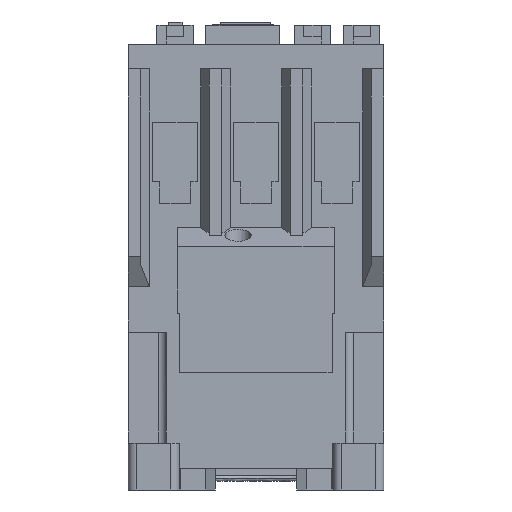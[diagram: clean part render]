
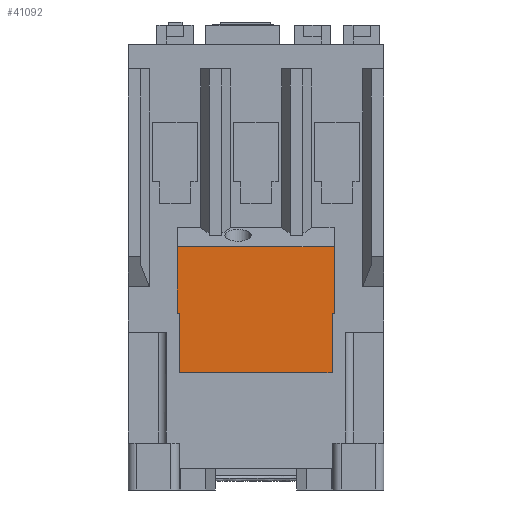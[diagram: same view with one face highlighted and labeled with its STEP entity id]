
A CAD part, front view. The second image highlights one B-rep face of the part: STEP entity #41092.
In plain terms, the highlighted planar face has unit normal (0, -1, 0).
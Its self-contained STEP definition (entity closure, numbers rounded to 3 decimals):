
#9674 = CARTESIAN_POINT ( 'NONE',  ( 18.325, -56.5, 57. ) ) ;
#9980 = DIRECTION ( 'NONE',  ( -1., 0., 0. ) ) ;
#9981 = VECTOR ( 'NONE', #9980, 1000. ) ;
#9982 = CARTESIAN_POINT ( 'NONE',  ( 18.325, -56.5, 57. ) ) ;
#9983 = LINE ( 'NONE', #9982, #9981 ) ;
#11283 = CARTESIAN_POINT ( 'NONE',  ( -18.425, -56.5, 57. ) ) ;
#19601 = CARTESIAN_POINT ( 'NONE',  ( 18.325, -56.5, 41.5 ) ) ;
#19602 = DIRECTION ( 'NONE',  ( -1., 0., 0. ) ) ;
#19603 = VECTOR ( 'NONE', #19602, 1000. ) ;
#19604 = CARTESIAN_POINT ( 'NONE',  ( 18.325, -56.5, 41.5 ) ) ;
#19605 = LINE ( 'NONE', #19604, #19603 ) ;
#20075 = DIRECTION ( 'NONE',  ( 0., 0., 1. ) ) ;
#20076 = DIRECTION ( 'NONE',  ( 0., 1., 0. ) ) ;
#20077 = CARTESIAN_POINT ( 'NONE',  ( -17.925, -56.5, 27.5 ) ) ;
#20078 = AXIS2_PLACEMENT_3D ( 'NONE', #20077, #20076, #20075 ) ;
#20081 = PLANE ( 'NONE',  #20078 ) ;
#20101 = FACE_OUTER_BOUND ( 'NONE', #41187, .T. ) ;
#20175 = DIRECTION ( 'NONE',  ( 0., 0., 1. ) ) ;
#20176 = VECTOR ( 'NONE', #20175, 1000. ) ;
#20177 = CARTESIAN_POINT ( 'NONE',  ( 18.325, -56.5, 41.5 ) ) ;
#20178 = LINE ( 'NONE', #20177, #20176 ) ;
#20282 = CARTESIAN_POINT ( 'NONE',  ( -17.925, -56.5, 27.5 ) ) ;
#20351 = CARTESIAN_POINT ( 'NONE',  ( -17.925, -56.5, 41.5 ) ) ;
#20356 = DIRECTION ( 'NONE',  ( 0., 0., -1. ) ) ;
#20357 = VECTOR ( 'NONE', #20356, 1000. ) ;
#20358 = CARTESIAN_POINT ( 'NONE',  ( -17.925, -56.5, 41.5 ) ) ;
#20359 = LINE ( 'NONE', #20358, #20357 ) ;
#20862 = CARTESIAN_POINT ( 'NONE',  ( 17.825, -56.5, 27.5 ) ) ;
#21066 = CARTESIAN_POINT ( 'NONE',  ( 17.825, -56.5, 41.5 ) ) ;
#21094 = DIRECTION ( 'NONE',  ( 1., 0., 0. ) ) ;
#21095 = VECTOR ( 'NONE', #21094, 1000. ) ;
#21096 = CARTESIAN_POINT ( 'NONE',  ( 17.825, -56.5, 27.5 ) ) ;
#21097 = LINE ( 'NONE', #21096, #21095 ) ;
#21122 = DIRECTION ( 'NONE',  ( -1., 0., 0. ) ) ;
#21123 = VECTOR ( 'NONE', #21122, 1000. ) ;
#21124 = CARTESIAN_POINT ( 'NONE',  ( 18.325, -56.5, 41.5 ) ) ;
#21125 = LINE ( 'NONE', #21124, #21123 ) ;
#21279 = DIRECTION ( 'NONE',  ( 0., 0., 1. ) ) ;
#21280 = VECTOR ( 'NONE', #21279, 1000. ) ;
#21281 = CARTESIAN_POINT ( 'NONE',  ( 17.825, -56.5, 41.5 ) ) ;
#21282 = LINE ( 'NONE', #21281, #21280 ) ;
#21549 = DIRECTION ( 'NONE',  ( 0., 0., 1. ) ) ;
#21550 = VECTOR ( 'NONE', #21549, 1000. ) ;
#21551 = CARTESIAN_POINT ( 'NONE',  ( -18.425, -56.5, 41.5 ) ) ;
#21552 = LINE ( 'NONE', #21551, #21550 ) ;
#21764 = CARTESIAN_POINT ( 'NONE',  ( -18.425, -56.5, 41.5 ) ) ;
#34953 = VERTEX_POINT ( 'NONE', #9674 ) ;
#35066 = EDGE_CURVE ( 'NONE', #34953, #35219, #9983, .T. ) ;
#35219 = VERTEX_POINT ( 'NONE', #11283 ) ;
#41020 = ORIENTED_EDGE ( 'NONE', *, *, #41171, .T. ) ;
#41022 = ORIENTED_EDGE ( 'NONE', *, *, #41293, .T. ) ;
#41024 = ORIENTED_EDGE ( 'NONE', *, *, #41330, .T. ) ;
#41061 = EDGE_CURVE ( 'NONE', #41062, #41278, #19605, .T. ) ;
#41062 = VERTEX_POINT ( 'NONE', #19601 ) ;
#41092 = ADVANCED_FACE ( 'NONE', ( #20101 ), #20081, .F. ) ;
#41113 = ORIENTED_EDGE ( 'NONE', *, *, #41061, .F. ) ;
#41118 = ORIENTED_EDGE ( 'NONE', *, *, #41120, .T. ) ;
#41120 = EDGE_CURVE ( 'NONE', #41062, #34953, #20178, .T. ) ;
#41147 = VERTEX_POINT ( 'NONE', #20282 ) ;
#41171 = EDGE_CURVE ( 'NONE', #41173, #41147, #20359, .T. ) ;
#41173 = VERTEX_POINT ( 'NONE', #20351 ) ;
#41187 = EDGE_LOOP ( 'NONE', ( #41020, #41022, #41024, #41113, #41118, #41266, #41374, #41279 ) ) ;
#41245 = VERTEX_POINT ( 'NONE', #20862 ) ;
#41266 = ORIENTED_EDGE ( 'NONE', *, *, #35066, .T. ) ;
#41278 = VERTEX_POINT ( 'NONE', #21066 ) ;
#41279 = ORIENTED_EDGE ( 'NONE', *, *, #41306, .F. ) ;
#41293 = EDGE_CURVE ( 'NONE', #41147, #41245, #21097, .T. ) ;
#41306 = EDGE_CURVE ( 'NONE', #41173, #41390, #21125, .T. ) ;
#41330 = EDGE_CURVE ( 'NONE', #41245, #41278, #21282, .T. ) ;
#41351 = EDGE_CURVE ( 'NONE', #41390, #35219, #21552, .T. ) ;
#41374 = ORIENTED_EDGE ( 'NONE', *, *, #41351, .F. ) ;
#41390 = VERTEX_POINT ( 'NONE', #21764 ) ;
